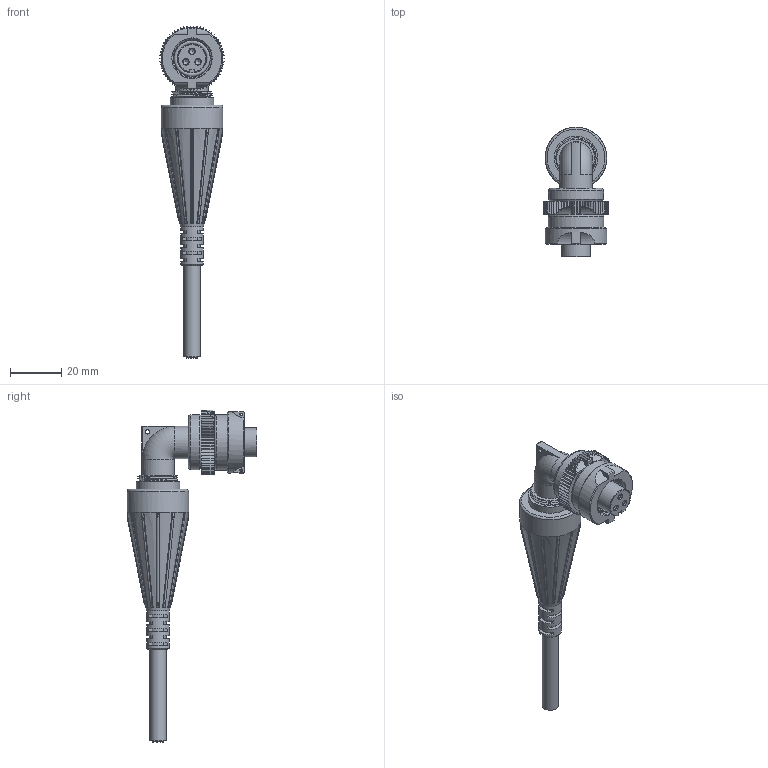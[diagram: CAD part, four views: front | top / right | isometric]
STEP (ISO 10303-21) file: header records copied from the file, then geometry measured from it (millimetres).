
FILE_DESCRIPTION(/* description */ (''),/* implementation_level */ '2;1');
FILE_NAME(/* name */ 'D3D.stp',/* time_stamp */ '2017-05-03T17:21:04-04:00',/* author */ ('aneininger'),/* organization */ ('CONNECTION TECHNOLOGY CENTER'),/* preprocessor_version */ 'ST-DEVELOPER v16.5',/* originating_system */ 'Autodesk Inventor 2017',/* authorisation */ '');
FILE_SCHEMA (('AUTOMOTIVE_DESIGN { 1 0 10303 214 3 1 1 }'));
Products named in the file (1): Part23
Bounding box: 25.4 x 50.85 x 130.15 mm (x, y, z)
Surface area: 10466.2 mm2 (no closed solid volume)
Topology: 0 solids, 1 shells, 1291 faces, 3277 edges, 1946 vertices
Faces by surface type: plane 549, cylinder 371, bspline 213, torus 117, cone 41
Full cylindrical faces by diameter (mm): 0.128 x19, 0.203 x48, 0.762 x3, 1.524 x1, 1.575 x4, 2.235 x3, 2.54 x3, 3.937 x1, 4.572 x1, 6.35 x1, 8.89 x1, 12.7 x2, 14.287 x5, 15.24 x1, 17.145 x1, 21.59 x1, 21.717 x1, 24.13 x2
Entity records: 48282 total; most frequent: CARTESIAN_POINT 16156, DIRECTION 6975, ORIENTED_EDGE 6446, AXIS2_PLACEMENT_3D 3118, EDGE_CURVE 3039, VERTEX_POINT 1851, CIRCLE 1612, EDGE_LOOP 1564
